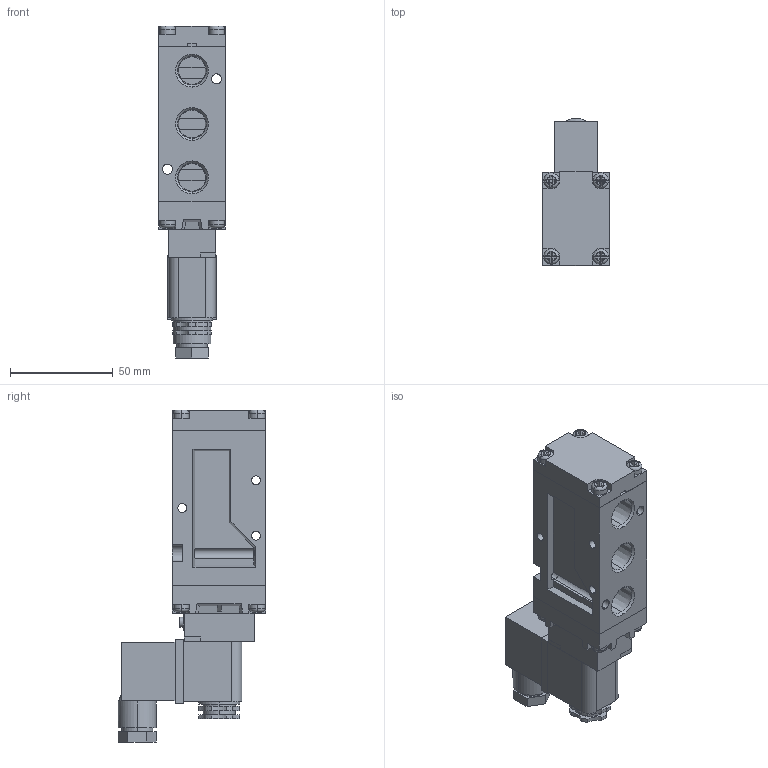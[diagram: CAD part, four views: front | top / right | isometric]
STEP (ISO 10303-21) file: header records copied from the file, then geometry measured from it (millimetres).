
FILE_DESCRIPTION (( 'STEP AP203' ), '1' );
FILE_NAME ('SF5101-IP-SC2-CD2.STEP', '2016-01-05T00:36:04', ( 'yrd8' ), ( '' ), 'SwSTEP 2.0', 'SolidWorks 2008', '' );
FILE_SCHEMA (( 'CONFIG_CONTROL_DESIGN' ));
Length unit declared in the file: millimetre
Products named in the file (6): SF5101-IP-SC2-CD2; SF5000 Body; SF5000 Semi_晦獄 撲薑; SF5000 Pilot_ル遽; CN2_ル遽; SF5000 Body Cover_ル遽
Assembly tree (5 placements, depth 2):
  SF5101-IP-SC2-CD2
    CN2_ル遽
    SF5000 Body Cover_ル遽
    SF5000 Body
    SF5000 Pilot_ル遽
    SF5000 Semi_晦獄 撲薑
Bounding box: 32.5 x 71.95 x 161.7 mm (x, y, z)
Volume: 174959.8 mm3; surface area: 47605 mm2
Topology: 5 solids, 5 shells, 599 faces, 1561 edges, 1012 vertices
Faces by surface type: plane 404, cylinder 116, cone 63, torus 16
Entity records: 19124 total; most frequent: CARTESIAN_POINT 3701, ORIENTED_EDGE 3122, DIRECTION 3012, EDGE_CURVE 1561, LINE 1050, VECTOR 1050, VERTEX_POINT 1012, AXIS2_PLACEMENT_3D 981
